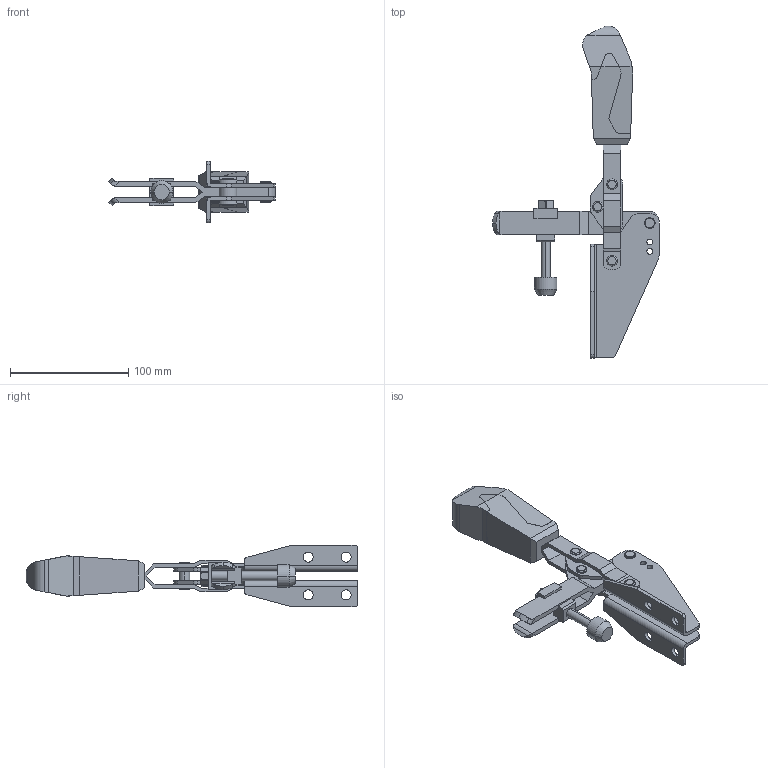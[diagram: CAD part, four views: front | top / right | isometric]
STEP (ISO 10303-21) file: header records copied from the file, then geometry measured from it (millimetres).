
FILE_DESCRIPTION(('STEP AP214'),'1');
FILE_NAME('HALDERN_EH_23330_0025.stp','2020-02-17T07:50:16',('TraceParts'),('TraceParts S.A.'),'Spatial InterOp 3D',' ',' ');
FILE_SCHEMA(('AUTOMOTIVE_DESIGN { 1 0 10303 214 1 1 1 1 }'));
Length unit declared in the file: millimetre
Products named in the file (1): HALDERN_EH_23330_0025_1
Bounding box: 140.86 x 280.5 x 52 mm (x, y, z)
Volume: 182668.8 mm3; surface area: 72920.8 mm2
Topology: 7 solids, 8 shells, 377 faces, 978 edges, 638 vertices
Faces by surface type: plane 180, cylinder 153, cone 24, torus 20
Entity records: 15035 total; most frequent: CARTESIAN_POINT 2502, DIRECTION 1996, ORIENTED_EDGE 1956, EDGE_CURVE 978, AXIS2_PLACEMENT_3D 708, VERTEX_POINT 638, LINE 580, VECTOR 580
